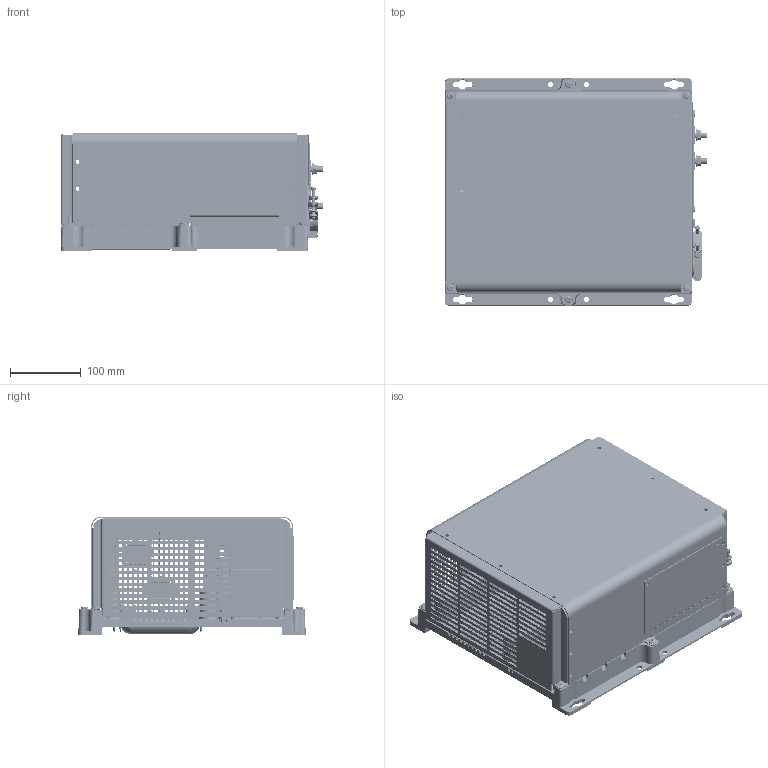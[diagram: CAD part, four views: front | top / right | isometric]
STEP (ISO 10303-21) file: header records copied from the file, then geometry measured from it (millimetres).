
FILE_DESCRIPTION((''),'2;1');
FILE_NAME('MS SERIES INVERTER FLAT COVER.stp','2011-12-08T08:47:15',('wcummings'),(''),'Autodesk Inventor 2012','Autodesk Inventor 2012','');
FILE_SCHEMA(('AUTOMOTIVE_DESIGN { 1 0 10303 214 1 1 1 1 }'));
Length unit declared in the file: inch
Products named in the file (28): MS SERIES INVERTER FLAT COVER; 70-0001 BASE DIE CAST ME-MS-RD SERIES REV A; grill_D; 70_0033 Top Back; 30-0100H Control_Board, MS; 30-0100H Control Board, MS; lbrkt; ledRAGreen; pj6conramagnum; switch; 40-0501 Bolt 0.3125-18 x 0; 70-0012 Pos-Neg Terminal Plated; 40-0001 GROUND LUG, KA6U; Set Screw 0.3125-24 UNF-2A; 40-0252 WASHER SS SPLIT LOCK 0; 40-0256 Screw, SS, Hex Cap,  0.25-20 x 0; Nut 0; 40-0010 STRAIN RELIEF, 0; 40-1012 WASHER #10 SS EXT TOOTH LOCK; 40-1017 SCREW #10 x 0.5 TX PH TY25; Locknut 0.75in Conduit; 40-1000 SCREW #10 x 0.35 SMS PH; 40-0513_Nut_0; 40-0631 SCREW, #6-32 x 0.375, TORX, PH; 70_0033 Top Front; Magnum Top Flat; 70-0003 ACCESS DOOR, ME_MS_RD SERIES
Assembly tree (50 placements, depth 3):
  MS SERIES INVERTER FLAT COVER
    70-0001 BASE DIE CAST ME-MS-RD SERIES REV A
    grill_D
    70_0033 Top Back
    30-0100H Control_Board, MS
      30-0100H Control Board, MS
      lbrkt  x3
      ledRAGreen
      pj6conramagnum  x4
      switch
    40-0501 Bolt 0.3125-18 x 0  x2
    70-0012 Pos-Neg Terminal Plated  x2
    40-0001 GROUND LUG, KA6U  x3
      40-0001 GROUND LUG, KA6U
      Set Screw 0.3125-24 UNF-2A
    40-0252 WASHER SS SPLIT LOCK 0
    40-0256 Screw, SS, Hex Cap,  0.25-20 x 0
    Nut 0
    40-0010 STRAIN RELIEF, 0  x2
    40-1012 WASHER #10 SS EXT TOOTH LOCK  x6
    40-1017 SCREW #10 x 0.5 TX PH TY25  x6
    Locknut 0.75in Conduit  x2
    40-1000 SCREW #10 x 0.35 SMS PH  x2
    40-0513_Nut_0  x2
    40-0631 SCREW, #6-32 x 0.375, TORX, PH
    70_0033 Top Front
    Magnum Top Flat
    70-0003 ACCESS DOOR, ME_MS_RD SERIES
Bounding box: 370.84 x 321.31 x 167.64 mm (x, y, z)
Volume: 2148356.4 mm3; surface area: 1053406.3 mm2
Topology: 50 solids, 51 shells, 6331 faces, 16198 edges, 9970 vertices
Faces by surface type: plane 2078, cylinder 2075, bspline 1097, cone 792, torus 189, sphere 100
Full cylindrical faces by diameter (mm): 0.508 x2, 0.635 x24, 0.762 x2, 2.54 x1, 2.794 x8, 3.263 x1, 3.391 x1, 3.429 x4, 3.505 x3, 3.556 x3, 3.581 x1, 4.166 x8, 4.191 x2, 4.445 x8, 4.75 x2, 4.826 x5, 4.978 x1, 5.08 x6, 5.156 x2, 5.41 x40, 6.35 x1, 6.401 x8, 6.604 x4, 6.706 x3, 6.782 x3, 7.264 x1, 7.62 x3, 7.938 x2, 9.525 x2, 17.056 x2
Entity records: 228757 total; most frequent: CARTESIAN_POINT 100725, DIRECTION 26520, ORIENTED_EDGE 26316, EDGE_CURVE 13158, AXIS2_PLACEMENT_3D 10070, VERTEX_POINT 8108, VECTOR 6380, LINE 6380
